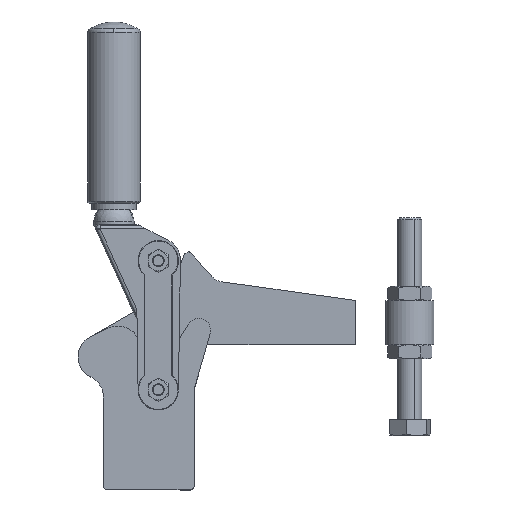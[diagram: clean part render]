
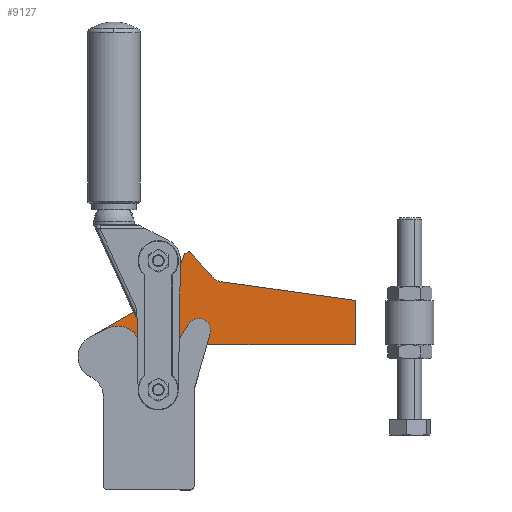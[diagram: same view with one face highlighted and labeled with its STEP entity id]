
A CAD part, top view. The second image highlights one B-rep face of the part: STEP entity #9127.
In plain terms, the highlighted planar face has unit normal (0, 0, 1).
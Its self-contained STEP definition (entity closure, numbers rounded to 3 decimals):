
#8287=CARTESIAN_POINT('',(-134.,57.932,5.));
#8288=VERTEX_POINT('',#8287);
#8304=CARTESIAN_POINT('',(-133.423,58.,5.));
#8305=VERTEX_POINT('',#8304);
#8312=CARTESIAN_POINT('',(-133.423,55.5,5.));
#8313=DIRECTION('',(0.0,0.0,1.));
#8314=DIRECTION('',(-0.231,0.973,0.0));
#8315=AXIS2_PLACEMENT_3D('',#8312,#8313,#8314);
#8316=CIRCLE('',#8315,2.5);
#8317=EDGE_CURVE('',#8305,#8288,#8316,.T.);
#8329=CARTESIAN_POINT('',(-112.761,90.171,5.));
#8330=VERTEX_POINT('',#8329);
#8346=CARTESIAN_POINT('',(-114.959,91.902,5.));
#8347=VERTEX_POINT('',#8346);
#8354=CARTESIAN_POINT('',(-108.988,97.225,5.));
#8355=DIRECTION('',(0.0,0.0,1.));
#8356=DIRECTION('',(-0.472,-0.882,0.0));
#8357=AXIS2_PLACEMENT_3D('',#8354,#8355,#8356);
#8358=CIRCLE('',#8357,8.);
#8359=EDGE_CURVE('',#8347,#8330,#8358,.T.);
#8371=CARTESIAN_POINT('',(-126.25,104.102,5.));
#8372=VERTEX_POINT('',#8371);
#8388=CARTESIAN_POINT('',(-127.205,103.968,5.));
#8389=VERTEX_POINT('',#8388);
#8396=CARTESIAN_POINT('',(-126.531,102.628,5.));
#8397=DIRECTION('',(0.0,0.0,-1.));
#8398=DIRECTION('',(0.187,0.982,0.0));
#8399=AXIS2_PLACEMENT_3D('',#8396,#8397,#8398);
#8400=CIRCLE('',#8399,1.5);
#8401=EDGE_CURVE('',#8389,#8372,#8400,.T.);
#8413=CARTESIAN_POINT('',(-128.461,103.219,5.));
#8414=VERTEX_POINT('',#8413);
#8430=CARTESIAN_POINT('',(-128.75,102.74,5.));
#8431=VERTEX_POINT('',#8430);
#8438=CARTESIAN_POINT('',(-127.343,102.22,5.));
#8439=DIRECTION('',(0.0,0.0,-1.0));
#8440=DIRECTION('',(-0.746,0.666,0.0));
#8441=AXIS2_PLACEMENT_3D('',#8438,#8439,#8440);
#8442=CIRCLE('',#8441,1.5);
#8443=EDGE_CURVE('',#8431,#8414,#8442,.T.);
#8455=CARTESIAN_POINT('',(-135.563,85.165,5.));
#8456=VERTEX_POINT('',#8455);
#8472=CARTESIAN_POINT('',(-136.885,84.058,5.));
#8473=VERTEX_POINT('',#8472);
#8480=CARTESIAN_POINT('',(-139.385,88.388,5.));
#8481=DIRECTION('',(0.0,0.0,1.0));
#8482=DIRECTION('',(0.764,-0.645,0.0));
#8483=AXIS2_PLACEMENT_3D('',#8480,#8481,#8482);
#8484=CIRCLE('',#8483,5.);
#8485=EDGE_CURVE('',#8473,#8456,#8484,.T.);
#8497=CARTESIAN_POINT('',(-180.294,47.175,5.));
#8498=VERTEX_POINT('',#8497);
#8514=CARTESIAN_POINT('',(-165.464,42.174,5.));
#8515=VERTEX_POINT('',#8514);
#8522=CARTESIAN_POINT('',(-170.409,52.,5.));
#8523=DIRECTION('',(0.0,0.0,-1.0));
#8524=DIRECTION('',(-0.899,-0.439,0.0));
#8525=AXIS2_PLACEMENT_3D('',#8522,#8523,#8524);
#8526=CIRCLE('',#8525,11.);
#8527=EDGE_CURVE('',#8515,#8498,#8526,.T.);
#8537=CARTESIAN_POINT('',(-166.409,52.,5.));
#8538=VERTEX_POINT('',#8537);
#8547=CARTESIAN_POINT('',(-174.409,52.,5.));
#8548=VERTEX_POINT('',#8547);
#8549=CARTESIAN_POINT('',(-170.409,52.,5.));
#8550=DIRECTION('',(0.0,0.0,-1.0));
#8551=DIRECTION('',(1.0,0.0,0.0));
#8552=AXIS2_PLACEMENT_3D('',#8549,#8550,#8551);
#8553=CIRCLE('',#8552,4.0);
#8554=EDGE_CURVE('',#8548,#8538,#8553,.T.);
#8579=CARTESIAN_POINT('',(-137.609,67.7,5.));
#8580=VERTEX_POINT('',#8579);
#8589=CARTESIAN_POINT('',(-145.609,67.7,5.));
#8590=VERTEX_POINT('',#8589);
#8591=CARTESIAN_POINT('',(-141.609,67.7,5.));
#8592=DIRECTION('',(0.0,0.0,-1.0));
#8593=DIRECTION('',(1.0,0.0,0.0));
#8594=AXIS2_PLACEMENT_3D('',#8591,#8592,#8593);
#8595=CIRCLE('',#8594,4.0);
#8596=EDGE_CURVE('',#8590,#8580,#8595,.T.);
#8630=CARTESIAN_POINT('',(-141.609,67.7,5.));
#8631=DIRECTION('',(0.0,0.0,-1.0));
#8632=DIRECTION('',(1.0,0.0,0.0));
#8633=AXIS2_PLACEMENT_3D('',#8630,#8631,#8632);
#8634=CIRCLE('',#8633,4.0);
#8635=EDGE_CURVE('',#8580,#8590,#8634,.T.);
#8654=CARTESIAN_POINT('',(-170.409,52.,5.));
#8655=DIRECTION('',(0.0,0.0,-1.0));
#8656=DIRECTION('',(1.0,0.0,0.0));
#8657=AXIS2_PLACEMENT_3D('',#8654,#8655,#8656);
#8658=CIRCLE('',#8657,4.0);
#8659=EDGE_CURVE('',#8538,#8548,#8658,.T.);
#8670=CARTESIAN_POINT('',(-175.113,61.943,5.));
#8671=VERTEX_POINT('',#8670);
#8672=CARTESIAN_POINT('',(-170.409,52.,5.));
#8673=DIRECTION('',(0.0,0.0,-1.0));
#8674=DIRECTION('',(-0.899,-0.439,0.0));
#8675=AXIS2_PLACEMENT_3D('',#8672,#8673,#8674);
#8676=CIRCLE('',#8675,11.);
#8677=EDGE_CURVE('',#8498,#8671,#8676,.T.);
#8702=CARTESIAN_POINT('',(-175.113,61.943,5.));
#8703=DIRECTION('',(0.866,0.501,0.0));
#8704=VECTOR('',#8703,44.164);
#8705=LINE('',#8702,#8704);
#8706=EDGE_CURVE('',#8671,#8473,#8705,.T.);
#8725=CARTESIAN_POINT('',(-134.695,86.654,5.));
#8726=VERTEX_POINT('',#8725);
#8727=CARTESIAN_POINT('',(-139.385,88.388,5.));
#8728=DIRECTION('',(0.0,0.0,1.0));
#8729=DIRECTION('',(0.764,-0.645,0.0));
#8730=AXIS2_PLACEMENT_3D('',#8727,#8728,#8729);
#8731=CIRCLE('',#8730,5.);
#8732=EDGE_CURVE('',#8456,#8726,#8731,.T.);
#8757=CARTESIAN_POINT('',(-134.695,86.654,5.));
#8758=DIRECTION('',(0.347,0.938,0.0));
#8759=VECTOR('',#8758,17.149);
#8760=LINE('',#8757,#8759);
#8761=EDGE_CURVE('',#8726,#8431,#8760,.T.);
#8780=CARTESIAN_POINT('',(-128.017,103.56,5.));
#8781=VERTEX_POINT('',#8780);
#8782=CARTESIAN_POINT('',(-127.343,102.22,5.));
#8783=DIRECTION('',(0.0,0.0,-1.0));
#8784=DIRECTION('',(-0.746,0.666,0.0));
#8785=AXIS2_PLACEMENT_3D('',#8782,#8783,#8784);
#8786=CIRCLE('',#8785,1.5);
#8787=EDGE_CURVE('',#8414,#8781,#8786,.T.);
#8812=CARTESIAN_POINT('',(-128.017,103.56,5.));
#8813=DIRECTION('',(0.893,0.45,0.0));
#8814=VECTOR('',#8813,0.909);
#8815=LINE('',#8812,#8814);
#8816=EDGE_CURVE('',#8781,#8389,#8815,.T.);
#8835=CARTESIAN_POINT('',(-125.411,103.627,5.));
#8836=VERTEX_POINT('',#8835);
#8837=CARTESIAN_POINT('',(-126.531,102.628,5.));
#8838=DIRECTION('',(0.0,0.0,-1.));
#8839=DIRECTION('',(0.187,0.982,0.0));
#8840=AXIS2_PLACEMENT_3D('',#8837,#8838,#8839);
#8841=CIRCLE('',#8840,1.5);
#8842=EDGE_CURVE('',#8372,#8836,#8841,.T.);
#8867=CARTESIAN_POINT('',(-125.411,103.627,5.));
#8868=DIRECTION('',(0.665,-0.746,0.0));
#8869=VECTOR('',#8868,15.707);
#8870=LINE('',#8867,#8869);
#8871=EDGE_CURVE('',#8836,#8347,#8870,.T.);
#8890=CARTESIAN_POINT('',(-110.101,89.303,5.));
#8891=VERTEX_POINT('',#8890);
#8892=CARTESIAN_POINT('',(-108.988,97.225,5.));
#8893=DIRECTION('',(0.0,0.0,1.));
#8894=DIRECTION('',(-0.472,-0.882,0.0));
#8895=AXIS2_PLACEMENT_3D('',#8892,#8893,#8894);
#8896=CIRCLE('',#8895,8.);
#8897=EDGE_CURVE('',#8330,#8891,#8896,.T.);
#8922=CARTESIAN_POINT('',(-43.809,80.,5.));
#8923=VERTEX_POINT('',#8922);
#8924=CARTESIAN_POINT('',(-110.101,89.303,5.));
#8925=DIRECTION('',(0.99,-0.139,0.0));
#8926=VECTOR('',#8925,66.942);
#8927=LINE('',#8924,#8926);
#8928=EDGE_CURVE('',#8891,#8923,#8927,.T.);
#8953=CARTESIAN_POINT('',(-43.809,58.,5.));
#8954=VERTEX_POINT('',#8953);
#8955=CARTESIAN_POINT('',(-43.809,80.,5.));
#8956=DIRECTION('',(0.0,-1.0,0.0));
#8957=VECTOR('',#8956,22.0);
#8958=LINE('',#8955,#8957);
#8959=EDGE_CURVE('',#8923,#8954,#8958,.T.);
#8984=CARTESIAN_POINT('',(-43.809,58.,5.));
#8985=DIRECTION('',(-1.0,0.0,0.0));
#8986=VECTOR('',#8985,89.614);
#8987=LINE('',#8984,#8986);
#8988=EDGE_CURVE('',#8954,#8305,#8987,.T.);
#9007=CARTESIAN_POINT('',(-134.546,57.733,5.));
#9008=VERTEX_POINT('',#9007);
#9009=CARTESIAN_POINT('',(-133.423,55.5,5.));
#9010=DIRECTION('',(0.0,0.0,1.));
#9011=DIRECTION('',(-0.231,0.973,0.0));
#9012=AXIS2_PLACEMENT_3D('',#9009,#9010,#9011);
#9013=CIRCLE('',#9012,2.5);
#9014=EDGE_CURVE('',#8288,#9008,#9013,.T.);
#9039=CARTESIAN_POINT('',(-134.546,57.733,5.));
#9040=DIRECTION('',(-0.893,-0.45,0.0));
#9041=VECTOR('',#9040,34.612);
#9042=LINE('',#9039,#9041);
#9043=EDGE_CURVE('',#9008,#8515,#9042,.T.);
#9092=CARTESIAN_POINT('',(-165.464,42.174,5.));
#9093=DIRECTION('',(0.0,0.0,1.0));
#9094=DIRECTION('',(1.0,0.0,0.0));
#9095=AXIS2_PLACEMENT_3D('',#9092,#9093,#9094);
#9096=PLANE('',#9095);
#9097=ORIENTED_EDGE('',*,*,#8527,.F.);
#9098=ORIENTED_EDGE('',*,*,#9043,.F.);
#9099=ORIENTED_EDGE('',*,*,#9014,.F.);
#9100=ORIENTED_EDGE('',*,*,#8317,.F.);
#9101=ORIENTED_EDGE('',*,*,#8988,.F.);
#9102=ORIENTED_EDGE('',*,*,#8959,.F.);
#9103=ORIENTED_EDGE('',*,*,#8928,.F.);
#9104=ORIENTED_EDGE('',*,*,#8897,.F.);
#9105=ORIENTED_EDGE('',*,*,#8359,.F.);
#9106=ORIENTED_EDGE('',*,*,#8871,.F.);
#9107=ORIENTED_EDGE('',*,*,#8842,.F.);
#9108=ORIENTED_EDGE('',*,*,#8401,.F.);
#9109=ORIENTED_EDGE('',*,*,#8816,.F.);
#9110=ORIENTED_EDGE('',*,*,#8787,.F.);
#9111=ORIENTED_EDGE('',*,*,#8443,.F.);
#9112=ORIENTED_EDGE('',*,*,#8761,.F.);
#9113=ORIENTED_EDGE('',*,*,#8732,.F.);
#9114=ORIENTED_EDGE('',*,*,#8485,.F.);
#9115=ORIENTED_EDGE('',*,*,#8706,.F.);
#9116=ORIENTED_EDGE('',*,*,#8677,.F.);
#9117=EDGE_LOOP('',(#9097,#9098,#9099,#9100,#9101,#9102,#9103,#9104,#9105,#9106,#9107,#9108,#9109,#9110,#9111,#9112,#9113,#9114,#9115,#9116));
#9118=FACE_OUTER_BOUND('',#9117,.T.);
#9119=ORIENTED_EDGE('',*,*,#8596,.T.);
#9120=ORIENTED_EDGE('',*,*,#8635,.T.);
#9121=EDGE_LOOP('',(#9119,#9120));
#9122=FACE_BOUND('',#9121,.T.);
#9123=ORIENTED_EDGE('',*,*,#8554,.T.);
#9124=ORIENTED_EDGE('',*,*,#8659,.T.);
#9125=EDGE_LOOP('',(#9123,#9124));
#9126=FACE_BOUND('',#9125,.T.);
#9127=ADVANCED_FACE('',(#9118,#9122,#9126),#9096,.T.);
